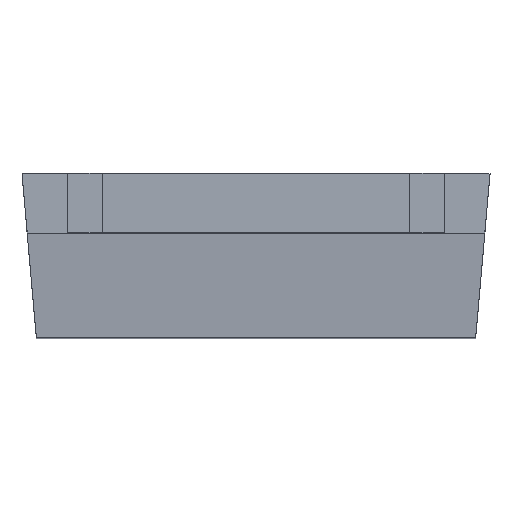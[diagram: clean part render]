
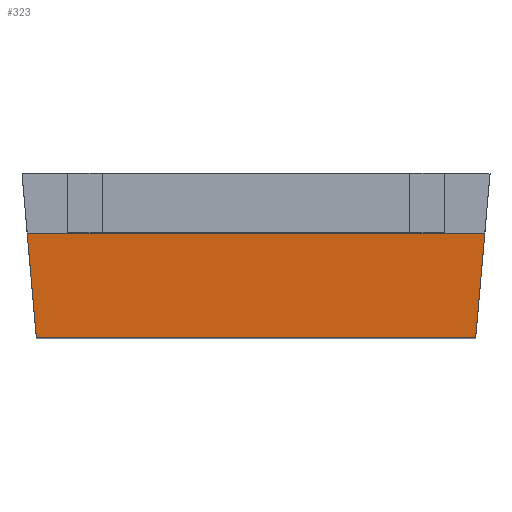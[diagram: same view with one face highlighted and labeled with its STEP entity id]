
A CAD part, top view. The second image highlights one B-rep face of the part: STEP entity #323.
In plain terms, the highlighted planar face has unit normal (0, -0.087, 0.996).
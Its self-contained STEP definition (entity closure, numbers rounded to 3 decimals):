
#323=ADVANCED_FACE('',(#966),#968,.F.);
#966=FACE_BOUND('',#967,.T.);
#967=EDGE_LOOP('',(#1470,#1471,#1472,#1473,#1474,#1475));
#968=PLANE('',#969);
#969=AXIS2_PLACEMENT_3D('',#970,#971,#972);
#970=CARTESIAN_POINT('',(-3.35,0.45,8.45));
#971=DIRECTION('',(0.,0.087,-0.996));
#972=DIRECTION('',(1.,0.,0.));
#1470=ORIENTED_EDGE('',*,*,#1810,.F.);
#1471=ORIENTED_EDGE('',*,*,#1797,.F.);
#1472=ORIENTED_EDGE('',*,*,#1780,.F.);
#1473=ORIENTED_EDGE('',*,*,#1784,.F.);
#1474=ORIENTED_EDGE('',*,*,#1776,.F.);
#1475=ORIENTED_EDGE('',*,*,#1796,.F.);
#1776=EDGE_CURVE('',#2007,#2008,#2009,.T.);
#1780=EDGE_CURVE('',#2015,#2016,#2017,.T.);
#1784=EDGE_CURVE('',#2008,#2015,#2023,.F.);
#1796=EDGE_CURVE('',#2043,#2007,#2045,.T.);
#1797=EDGE_CURVE('',#2016,#2046,#2047,.T.);
#1810=EDGE_CURVE('',#2046,#2043,#2069,.T.);
#2007=VERTEX_POINT('',#2438);
#2008=VERTEX_POINT('',#2439);
#2009=LINE('',#2440,#2441);
#2015=VERTEX_POINT('',#2454);
#2016=VERTEX_POINT('',#2455);
#2017=LINE('',#2456,#2457);
#2023=LINE('',#2470,#2471);
#2043=VERTEX_POINT('',#2514);
#2045=LINE('',#2518,#2519);
#2046=VERTEX_POINT('',#2521);
#2047=LINE('',#2522,#2523);
#2069=LINE('',#2572,#2573);
#2438=CARTESIAN_POINT('',(-3.276,0.45,8.45));
#2439=CARTESIAN_POINT('',(-1.9,0.45,8.45));
#2440=CARTESIAN_POINT('',(-3.276,0.45,8.45));
#2441=VECTOR('',#2442,1.);
#2442=DIRECTION('',(1.,0.,0.));
#2454=CARTESIAN_POINT('',(1.9,0.45,8.45));
#2455=CARTESIAN_POINT('',(3.276,0.45,8.45));
#2456=CARTESIAN_POINT('',(1.9,0.45,8.45));
#2457=VECTOR('',#2458,1.);
#2458=DIRECTION('',(1.,0.,0.));
#2470=CARTESIAN_POINT('',(1.9,0.45,8.45));
#2471=VECTOR('',#2472,1.);
#2472=DIRECTION('',(-1.,0.,0.));
#2514=CARTESIAN_POINT('',(-3.144,-1.05,8.319));
#2518=CARTESIAN_POINT('',(-3.144,-1.05,8.319));
#2519=VECTOR('',#2520,1.);
#2520=DIRECTION('',(-0.087,0.992,0.087));
#2521=CARTESIAN_POINT('',(3.144,-1.05,8.319));
#2522=CARTESIAN_POINT('',(3.276,0.45,8.45));
#2523=VECTOR('',#2524,1.);
#2524=DIRECTION('',(-0.087,-0.992,-0.087));
#2572=CARTESIAN_POINT('',(3.144,-1.05,8.319));
#2573=VECTOR('',#2574,1.);
#2574=DIRECTION('',(-1.,0.,0.));
